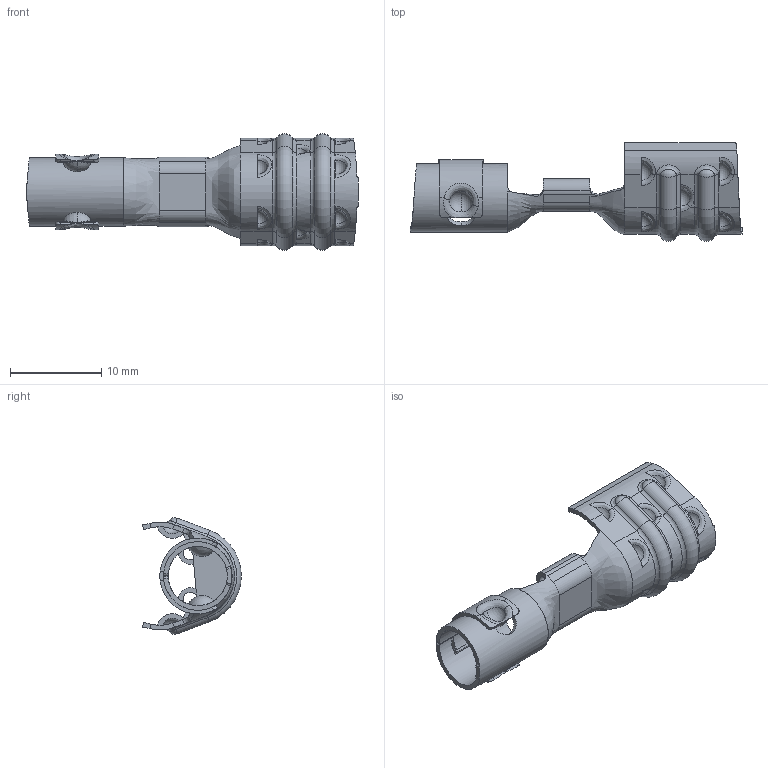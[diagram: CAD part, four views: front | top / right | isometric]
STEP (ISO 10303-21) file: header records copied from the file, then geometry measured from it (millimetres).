
FILE_DESCRIPTION (( 'STEP AP203' ), '1' );
FILE_NAME ('CC18.STEP', '2019-11-06T13:37:28', ( 'tempuser' ), ( 'Microsoft' ), 'SwSTEP 2.0', 'SolidWorks 2019', '' );
FILE_SCHEMA (( 'CONFIG_CONTROL_DESIGN' ));
Length unit declared in the file: inch
Products named in the file (3): CC18_CC18 without carrier; SCA4 expanded for mating_SCA4-G; CC18
Assembly tree (2 placements, depth 2):
  CC18
    CC18_CC18 without carrier
    SCA4 expanded for mating_SCA4-G
Bounding box: 36.32 x 10.79 x 12.75 mm (x, y, z)
Volume: 399.4 mm3; surface area: 1779.4 mm2
Topology: 2 solids, 2 shells, 345 faces, 926 edges, 573 vertices
Faces by surface type: plane 131, cylinder 102, bspline 54, torus 30, sphere 28
Entity records: 15250 total; most frequent: CARTESIAN_POINT 6779, ORIENTED_EDGE 1852, DIRECTION 1574, EDGE_CURVE 926, AXIS2_PLACEMENT_3D 621, VERTEX_POINT 573, EDGE_LOOP 357, FACE_OUTER_BOUND 345
